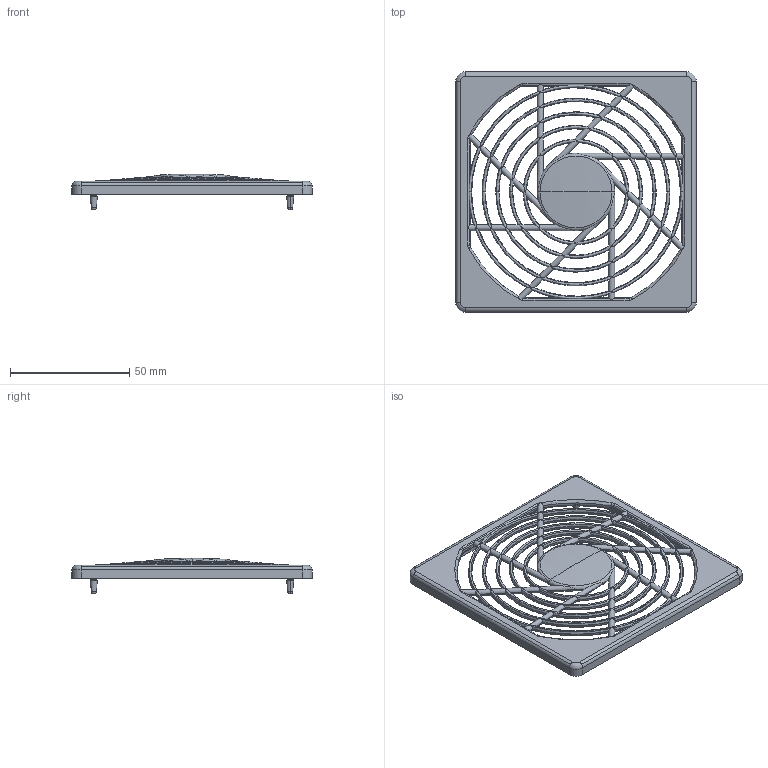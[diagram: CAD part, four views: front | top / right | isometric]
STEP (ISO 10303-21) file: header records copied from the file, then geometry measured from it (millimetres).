
FILE_DESCRIPTION((''),'2;1');
FILE_NAME('SG-92-02.stp','2005-07-05T16:09:35',(''),(''),'Mechanical Desktop.R8.0.24.0','Mechanical Desktop.R8.0.24.0',', , ');
FILE_SCHEMA(('CONFIG_CONTROL_DESIGN'));
Length unit declared in the file: millimetre
Products named in the file (2): SG-92-02A; SG-92-02
Assembly tree (1 placements, depth 2):
  SG-92-02A
    SG-92-02
Bounding box: 101 x 101 x 15.1 mm (x, y, z)
Volume: 17461.8 mm3; surface area: 21306.8 mm2
Topology: 1 solids, 1 shells, 1155 faces, 3525 edges, 2303 vertices
Faces by surface type: bspline 552, torus 302, cylinder 144, plane 139, cone 16, sphere 2
Entity records: 49979 total; most frequent: CARTESIAN_POINT 23101, ORIENTED_EDGE 7042, EDGE_CURVE 3521, DIRECTION 3470, VERTEX_POINT 2303, B_SPLINE_CURVE_WITH_KNOTS 1890, AXIS2_PLACEMENT_3D 1234, EDGE_LOOP 1194
